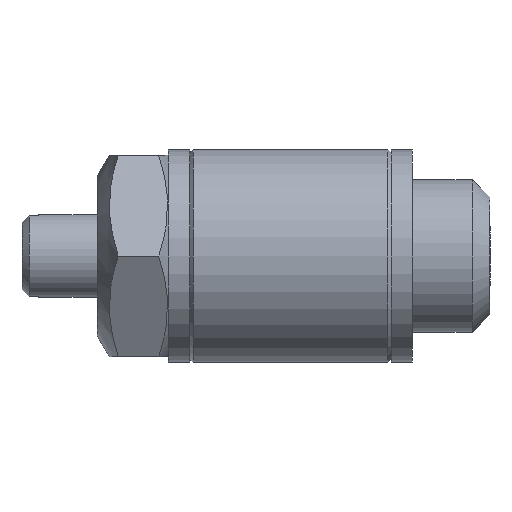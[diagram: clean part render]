
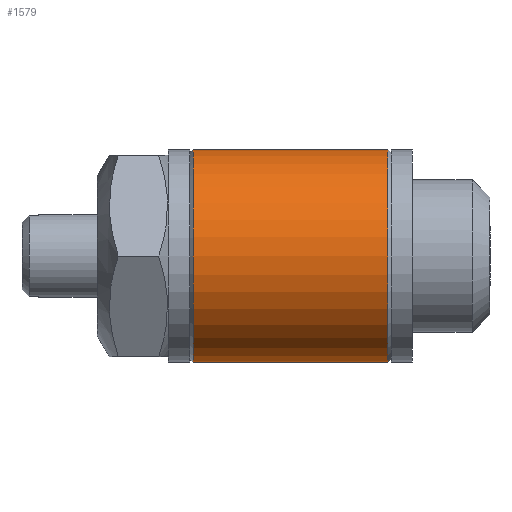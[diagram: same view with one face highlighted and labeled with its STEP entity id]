
A CAD part, left-side view. The second image highlights one B-rep face of the part: STEP entity #1579.
In plain terms, the highlighted cylindrical face has radius 9 mm (diameter 18 mm), a partial arc.
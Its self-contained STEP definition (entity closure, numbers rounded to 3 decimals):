
#49 = DIRECTION ( 'NONE',  ( 0., 0., -1. ) ) ;
#150 = DIRECTION ( 'NONE',  ( 0., -1., 0. ) ) ;
#151 = CARTESIAN_POINT ( 'NONE',  ( 0., 7.319, 0. ) ) ;
#153 = CYLINDRICAL_SURFACE ( 'NONE', #169, 9. ) ;
#154 = CARTESIAN_POINT ( 'NONE',  ( 0., 9., 0. ) ) ;
#155 = DIRECTION ( 'NONE',  ( 0., 0., -1. ) ) ;
#160 = DIRECTION ( 'NONE',  ( 0., -1., 0. ) ) ;
#162 = CIRCLE ( 'NONE', #164, 9. ) ;
#164 = AXIS2_PLACEMENT_3D ( 'NONE', #154, #160, #155 ) ;
#168 = FACE_OUTER_BOUND ( 'NONE', #1598, .T. ) ;
#169 = AXIS2_PLACEMENT_3D ( 'NONE', #151, #150, #49 ) ;
#186 = CIRCLE ( 'NONE', #193, 9. ) ;
#187 = DIRECTION ( 'NONE',  ( 0., -1., 0. ) ) ;
#190 = DIRECTION ( 'NONE',  ( 0., 0., -1. ) ) ;
#193 = AXIS2_PLACEMENT_3D ( 'NONE', #195, #187, #190 ) ;
#195 = CARTESIAN_POINT ( 'NONE',  ( 0., 25.4, 0. ) ) ;
#1143 = EDGE_CURVE ( 'NONE', #1164, #1199, #2376, .T. ) ;
#1164 = VERTEX_POINT ( 'NONE', #2440 ) ;
#1172 = VERTEX_POINT ( 'NONE', #2396 ) ;
#1179 = VERTEX_POINT ( 'NONE', #2475 ) ;
#1190 = EDGE_CURVE ( 'NONE', #1172, #1179, #2524, .T. ) ;
#1199 = VERTEX_POINT ( 'NONE', #2596 ) ;
#1573 = ORIENTED_EDGE ( 'NONE', *, *, #1574, .F. ) ;
#1574 = EDGE_CURVE ( 'NONE', #1179, #1199, #162, .T. ) ;
#1575 = ORIENTED_EDGE ( 'NONE', *, *, #1581, .T. ) ;
#1579 = ADVANCED_FACE ( 'NONE', ( #168 ), #153, .T. ) ;
#1581 = EDGE_CURVE ( 'NONE', #1172, #1164, #186, .T. ) ;
#1582 = ORIENTED_EDGE ( 'NONE', *, *, #1143, .T. ) ;
#1598 = EDGE_LOOP ( 'NONE', ( #1599, #1575, #1582, #1573 ) ) ;
#1599 = ORIENTED_EDGE ( 'NONE', *, *, #1190, .F. ) ;
#2350 = CARTESIAN_POINT ( 'NONE',  ( 0., 7.319, -9. ) ) ;
#2355 = VECTOR ( 'NONE', #2375, 1000. ) ;
#2375 = DIRECTION ( 'NONE',  ( 0., -1., 0. ) ) ;
#2376 = LINE ( 'NONE', #2350, #2355 ) ;
#2396 = CARTESIAN_POINT ( 'NONE',  ( 0., 25.4, 9. ) ) ;
#2440 = CARTESIAN_POINT ( 'NONE',  ( 0., 25.4, -9. ) ) ;
#2475 = CARTESIAN_POINT ( 'NONE',  ( 0., 9., 9. ) ) ;
#2524 = LINE ( 'NONE', #2530, #2529 ) ;
#2528 = DIRECTION ( 'NONE',  ( 0., -1., 0. ) ) ;
#2529 = VECTOR ( 'NONE', #2528, 1000. ) ;
#2530 = CARTESIAN_POINT ( 'NONE',  ( 0., 7.319, 9. ) ) ;
#2596 = CARTESIAN_POINT ( 'NONE',  ( 0., 9., -9. ) ) ;
